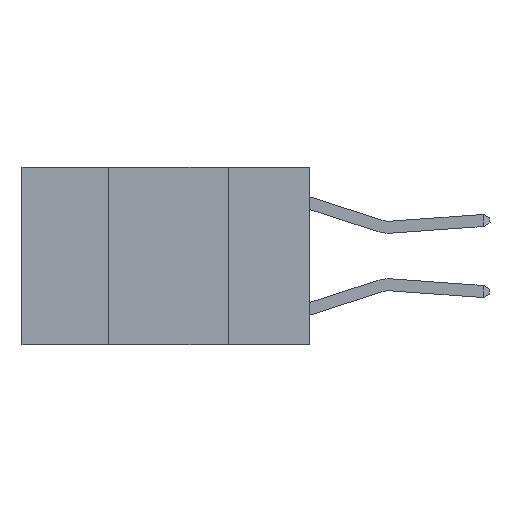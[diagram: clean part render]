
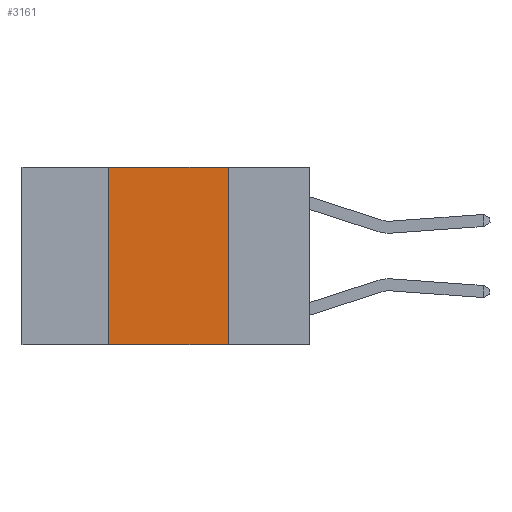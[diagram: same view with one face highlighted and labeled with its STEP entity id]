
A CAD part, left-side view. The second image highlights one B-rep face of the part: STEP entity #3161.
In plain terms, the highlighted planar face has unit normal (-1, 0, 0).
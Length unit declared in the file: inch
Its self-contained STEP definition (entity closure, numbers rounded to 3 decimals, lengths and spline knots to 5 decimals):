
#531 = CARTESIAN_POINT ( 'NONE',  ( 0., 0.17, 0. ) ) ;
#1222 = DIRECTION ( 'NONE',  ( 0., -1., 0. ) ) ;
#1333 = VERTEX_POINT ( 'NONE', #8882 ) ;
#2041 = LINE ( 'NONE', #8694, #9535 ) ;
#2069 = CARTESIAN_POINT ( 'NONE',  ( 0., 0.17, -0.37 ) ) ;
#2212 = VERTEX_POINT ( 'NONE', #2069 ) ;
#2874 = VERTEX_POINT ( 'NONE', #9102 ) ;
#3161 = ADVANCED_FACE ( 'NONE', ( #4819 ), #6679, .F. ) ;
#3202 = CARTESIAN_POINT ( 'NONE',  ( 0., 0.6, 0. ) ) ;
#3405 = CARTESIAN_POINT ( 'NONE',  ( 0., 0.42, 0. ) ) ;
#4370 = ORIENTED_EDGE ( 'NONE', *, *, #4989, .F. ) ;
#4395 = ORIENTED_EDGE ( 'NONE', *, *, #8378, .F. ) ;
#4584 = EDGE_CURVE ( 'NONE', #1333, #5655, #8239, .T. ) ;
#4666 = VECTOR ( 'NONE', #5414, 39.37008 ) ;
#4819 = FACE_OUTER_BOUND ( 'NONE', #6932, .T. ) ;
#4989 = EDGE_CURVE ( 'NONE', #2874, #2212, #6817, .T. ) ;
#5414 = DIRECTION ( 'NONE',  ( 0., 0., -1. ) ) ;
#5436 = CARTESIAN_POINT ( 'NONE',  ( 0., 0.42, 0. ) ) ;
#5604 = ORIENTED_EDGE ( 'NONE', *, *, #4584, .F. ) ;
#5655 = VERTEX_POINT ( 'NONE', #5436 ) ;
#6152 = VECTOR ( 'NONE', #7105, 39.37008 ) ;
#6613 = DIRECTION ( 'NONE',  ( 0., 0., -1. ) ) ;
#6634 = DIRECTION ( 'NONE',  ( 1., 0., 0. ) ) ;
#6679 = PLANE ( 'NONE',  #8325 ) ;
#6817 = LINE ( 'NONE', #531, #4666 ) ;
#6896 = CARTESIAN_POINT ( 'NONE',  ( 0., 0.6, 0. ) ) ;
#6932 = EDGE_LOOP ( 'NONE', ( #4370, #4395, #5604, #8145 ) ) ;
#7105 = DIRECTION ( 'NONE',  ( 0., 0., 1. ) ) ;
#7617 = EDGE_CURVE ( 'NONE', #1333, #2212, #2041, .T. ) ;
#8145 = ORIENTED_EDGE ( 'NONE', *, *, #7617, .T. ) ;
#8239 = LINE ( 'NONE', #3405, #6152 ) ;
#8257 = VECTOR ( 'NONE', #8310, 39.37008 ) ;
#8310 = DIRECTION ( 'NONE',  ( 0., -1., 0. ) ) ;
#8325 = AXIS2_PLACEMENT_3D ( 'NONE', #6896, #6634, #6613 ) ;
#8378 = EDGE_CURVE ( 'NONE', #5655, #2874, #9517, .T. ) ;
#8694 = CARTESIAN_POINT ( 'NONE',  ( 0., 0.6, -0.37 ) ) ;
#8882 = CARTESIAN_POINT ( 'NONE',  ( 0., 0.42, -0.37 ) ) ;
#9102 = CARTESIAN_POINT ( 'NONE',  ( 0., 0.17, 0. ) ) ;
#9517 = LINE ( 'NONE', #3202, #8257 ) ;
#9535 = VECTOR ( 'NONE', #1222, 39.37008 ) ;
